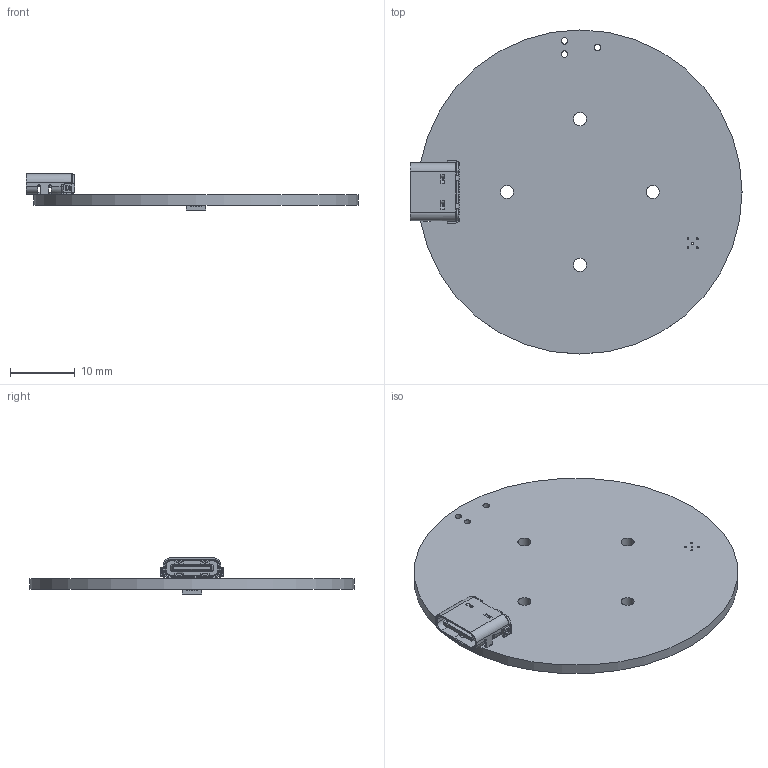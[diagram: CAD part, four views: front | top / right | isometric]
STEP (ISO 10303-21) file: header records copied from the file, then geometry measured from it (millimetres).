
FILE_DESCRIPTION(('FreeCAD Model'),'2;1');
FILE_NAME('Open CASCADE Shape Model','2023-02-17T23:44:09',(''),(''), 'Open CASCADE STEP processor 7.6','FreeCAD','Unknown');
FILE_SCHEMA(('AUTOMOTIVE_DESIGN { 1 0 10303 214 1 1 1 1 }'));
Length unit declared in the file: millimetre
Products named in the file (27): knob; Local_CS_9057; Board_Geoms_9057; Pcb_9057; Step_Models_9057; Top_9057; J1_629722000214_9ed9ec70ea76[2]; 629722000214_Housing; 629722000214_Pin1_Top; 629722000214_Pin4_Bottom; 629722000214_Pin4_Top; 629722000214_Pin1_Bottom; 629722000214_Pin3_Bottom; 629722000214_Pin3_Top; 629722000214_Pin2_Top; 629722000214_Pin2_Bottom; 629722000214_Pin1_Top_mir; 629722000214_Pin1_Bottom_mir; 629722000214_Pin2_Top_mir; 629722000214_Pin2_Bottom_mir; 629722000214_Pin3_Top_mir; 629722000214_Pin3_Bottom_mir; 629722000214_Pin4_Bottom_mir; 629722000214_Shielding2; 629722000214_Shielding; Bot_9057; U3_QFN-16-1EP_3x3mm_Pitch0.5mm_675f45a5d214
Assembly tree (27 placements, depth 5):
  knob
    Local_CS_9057
    Board_Geoms_9057
      Pcb_9057
    Step_Models_9057
      Top_9057
        J1_629722000214_9ed9ec70ea76[2]
          629722000214_Housing
          629722000214_Pin1_Top
          629722000214_Pin4_Bottom
          629722000214_Pin4_Top  x2
          629722000214_Pin1_Bottom
          629722000214_Pin3_Bottom
          629722000214_Pin3_Top
          629722000214_Pin2_Top
          629722000214_Pin2_Bottom
          629722000214_Pin1_Top_mir
          629722000214_Pin1_Bottom_mir
          629722000214_Pin2_Top_mir
          629722000214_Pin2_Bottom_mir
          629722000214_Pin3_Top_mir
          629722000214_Pin3_Bottom_mir
          629722000214_Pin4_Bottom_mir
          629722000214_Shielding2
          629722000214_Shielding
      Bot_9057
        U3_QFN-16-1EP_3x3mm_Pitch0.5mm_675f45a5d214
Bounding box: 51.22 x 50 x 5.61 mm (x, y, z)
Volume: 3250.3 mm3; surface area: 4970.7 mm2
Topology: 21 solids, 21 shells, 1179 faces, 3303 edges, 2157 vertices
Faces by surface type: plane 821, cylinder 326, cone 16, bspline 12, sphere 4
Full cylindrical faces by diameter (mm): 0.3 x5, 0.5 x3, 0.65 x2, 0.991 x3, 2 x4, 50 x1
Entity records: 38652 total; most frequent: CARTESIAN_POINT 6779, ORIENTED_EDGE 6490, DIRECTION 6228, EDGE_CURVE 3245, LINE 2528, VECTOR 2528, VERTEX_POINT 2121, AXIS2_PLACEMENT_3D 1850
